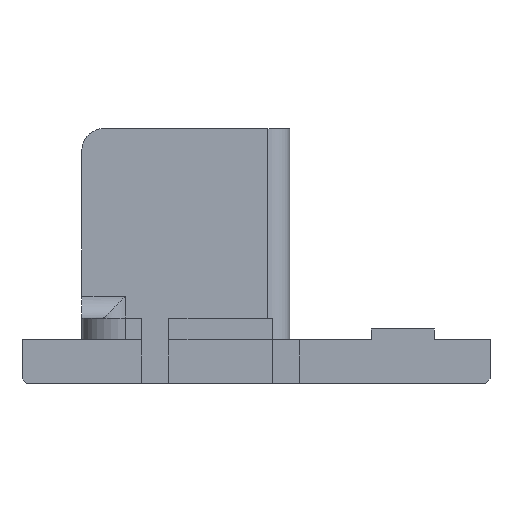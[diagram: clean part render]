
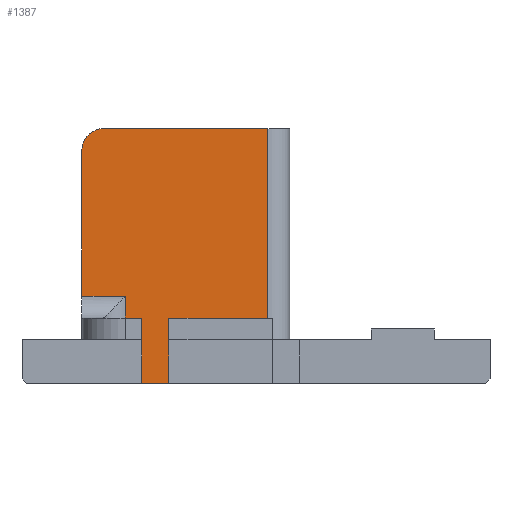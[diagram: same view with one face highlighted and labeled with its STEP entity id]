
A CAD part, front view. The second image highlights one B-rep face of the part: STEP entity #1387.
In plain terms, the highlighted planar face has unit normal (0, -1, 0).
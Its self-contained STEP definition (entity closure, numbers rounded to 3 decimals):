
#19 = CIRCLE ( 'NONE', #912, 2. ) ;
#36 = ORIENTED_EDGE ( 'NONE', *, *, #1597, .T. ) ;
#80 = DIRECTION ( 'NONE',  ( 0., 0., -1. ) ) ;
#122 = EDGE_CURVE ( 'NONE', #377, #506, #2617, .T. ) ;
#133 = ORIENTED_EDGE ( 'NONE', *, *, #2878, .T. ) ;
#166 = CARTESIAN_POINT ( 'NONE',  ( -24., -28., 6. ) ) ;
#202 = CARTESIAN_POINT ( 'NONE',  ( -21.5, -28., 0. ) ) ;
#334 = CARTESIAN_POINT ( 'NONE',  ( -24., -28., 6. ) ) ;
#377 = VERTEX_POINT ( 'NONE', #3084 ) ;
#393 = CARTESIAN_POINT ( 'NONE',  ( -27.5, -28., 21.4 ) ) ;
#405 = CARTESIAN_POINT ( 'NONE',  ( -25.5, -28., 6. ) ) ;
#474 = CARTESIAN_POINT ( 'NONE',  ( -29.5, -28., 8. ) ) ;
#484 = ORIENTED_EDGE ( 'NONE', *, *, #2599, .T. ) ;
#506 = VERTEX_POINT ( 'NONE', #405 ) ;
#617 = DIRECTION ( 'NONE',  ( -1., 0., 0. ) ) ;
#659 = DIRECTION ( 'NONE',  ( 0., 0., 1. ) ) ;
#788 = LINE ( 'NONE', #1017, #1109 ) ;
#818 = EDGE_CURVE ( 'NONE', #506, #2106, #2542, .T. ) ;
#862 = EDGE_CURVE ( 'NONE', #1298, #2167, #1819, .T. ) ;
#869 = VERTEX_POINT ( 'NONE', #1091 ) ;
#899 = DIRECTION ( 'NONE',  ( 0., 0., -1. ) ) ;
#904 = LINE ( 'NONE', #202, #2778 ) ;
#912 = AXIS2_PLACEMENT_3D ( 'NONE', #393, #1388, #1984 ) ;
#1000 = ORIENTED_EDGE ( 'NONE', *, *, #1765, .F. ) ;
#1017 = CARTESIAN_POINT ( 'NONE',  ( -24., -28., 0. ) ) ;
#1035 = CARTESIAN_POINT ( 'NONE',  ( -12.4, -28., 23.4 ) ) ;
#1077 = VECTOR ( 'NONE', #80, 1000. ) ;
#1083 = DIRECTION ( 'NONE',  ( 1., 0., 0. ) ) ;
#1091 = CARTESIAN_POINT ( 'NONE',  ( -27.5, -28., 23.4 ) ) ;
#1109 = VECTOR ( 'NONE', #3234, 1000. ) ;
#1196 = DIRECTION ( 'NONE',  ( -1., 0., 0. ) ) ;
#1295 = CARTESIAN_POINT ( 'NONE',  ( -10.4, -28., 4. ) ) ;
#1298 = VERTEX_POINT ( 'NONE', #3075 ) ;
#1323 = VECTOR ( 'NONE', #2093, 1000. ) ;
#1336 = CARTESIAN_POINT ( 'NONE',  ( -12.4, -28., 0. ) ) ;
#1360 = CARTESIAN_POINT ( 'NONE',  ( -21.5, -28., 0. ) ) ;
#1387 = ADVANCED_FACE ( 'NONE', ( #2164 ), #2889, .F. ) ;
#1388 = DIRECTION ( 'NONE',  ( 0., -1., 0. ) ) ;
#1392 = DIRECTION ( 'NONE',  ( 0., 0., 1. ) ) ;
#1434 = VECTOR ( 'NONE', #1083, 1000. ) ;
#1551 = LINE ( 'NONE', #1873, #1950 ) ;
#1572 = VERTEX_POINT ( 'NONE', #1607 ) ;
#1597 = EDGE_CURVE ( 'NONE', #1681, #869, #1551, .T. ) ;
#1607 = CARTESIAN_POINT ( 'NONE',  ( -29.5, -28., 21.4 ) ) ;
#1641 = VECTOR ( 'NONE', #899, 1000. ) ;
#1681 = VERTEX_POINT ( 'NONE', #1035 ) ;
#1712 = CARTESIAN_POINT ( 'NONE',  ( -24., -28., 0. ) ) ;
#1765 = EDGE_CURVE ( 'NONE', #2384, #2705, #2143, .T. ) ;
#1804 = LINE ( 'NONE', #1336, #1323 ) ;
#1819 = LINE ( 'NONE', #1295, #2613 ) ;
#1873 = CARTESIAN_POINT ( 'NONE',  ( -10.4, -28., 23.4 ) ) ;
#1877 = DIRECTION ( 'NONE',  ( 0., 1., 0. ) ) ;
#1898 = EDGE_CURVE ( 'NONE', #2705, #2106, #788, .T. ) ;
#1950 = VECTOR ( 'NONE', #617, 1000. ) ;
#1984 = DIRECTION ( 'NONE',  ( 0., 0., 1. ) ) ;
#2050 = VECTOR ( 'NONE', #1196, 1000. ) ;
#2082 = EDGE_CURVE ( 'NONE', #1298, #1681, #1804, .T. ) ;
#2093 = DIRECTION ( 'NONE',  ( 0., 0., 1. ) ) ;
#2106 = VERTEX_POINT ( 'NONE', #166 ) ;
#2121 = CARTESIAN_POINT ( 'NONE',  ( -25.5, -28., 0. ) ) ;
#2128 = CARTESIAN_POINT ( 'NONE',  ( -21.5, -28., 4. ) ) ;
#2143 = LINE ( 'NONE', #2444, #2050 ) ;
#2148 = LINE ( 'NONE', #3136, #1641 ) ;
#2164 = FACE_OUTER_BOUND ( 'NONE', #2485, .T. ) ;
#2167 = VERTEX_POINT ( 'NONE', #2128 ) ;
#2229 = EDGE_CURVE ( 'NONE', #2384, #2167, #904, .T. ) ;
#2288 = DIRECTION ( 'NONE',  ( -1., 0., 0. ) ) ;
#2327 = DIRECTION ( 'NONE',  ( 1., 0., 0. ) ) ;
#2384 = VERTEX_POINT ( 'NONE', #1360 ) ;
#2444 = CARTESIAN_POINT ( 'NONE',  ( -24., -28., 0. ) ) ;
#2459 = VECTOR ( 'NONE', #2327, 1000. ) ;
#2485 = EDGE_LOOP ( 'NONE', ( #133, #3015, #2957, #3074, #1000, #2736, #2771, #2559, #36, #2525, #484 ) ) ;
#2514 = CARTESIAN_POINT ( 'NONE',  ( -24., -28., 8. ) ) ;
#2525 = ORIENTED_EDGE ( 'NONE', *, *, #2995, .T. ) ;
#2542 = LINE ( 'NONE', #334, #2459 ) ;
#2559 = ORIENTED_EDGE ( 'NONE', *, *, #2082, .T. ) ;
#2599 = EDGE_CURVE ( 'NONE', #1572, #2747, #2148, .T. ) ;
#2613 = VECTOR ( 'NONE', #2288, 1000. ) ;
#2617 = LINE ( 'NONE', #2121, #1077 ) ;
#2631 = CARTESIAN_POINT ( 'NONE',  ( -24., -28., 0. ) ) ;
#2687 = AXIS2_PLACEMENT_3D ( 'NONE', #2631, #1877, #1392 ) ;
#2705 = VERTEX_POINT ( 'NONE', #1712 ) ;
#2736 = ORIENTED_EDGE ( 'NONE', *, *, #2229, .T. ) ;
#2747 = VERTEX_POINT ( 'NONE', #474 ) ;
#2771 = ORIENTED_EDGE ( 'NONE', *, *, #862, .F. ) ;
#2778 = VECTOR ( 'NONE', #659, 1000. ) ;
#2784 = LINE ( 'NONE', #2514, #1434 ) ;
#2878 = EDGE_CURVE ( 'NONE', #2747, #377, #2784, .T. ) ;
#2889 = PLANE ( 'NONE',  #2687 ) ;
#2957 = ORIENTED_EDGE ( 'NONE', *, *, #818, .T. ) ;
#2995 = EDGE_CURVE ( 'NONE', #869, #1572, #19, .T. ) ;
#3015 = ORIENTED_EDGE ( 'NONE', *, *, #122, .T. ) ;
#3074 = ORIENTED_EDGE ( 'NONE', *, *, #1898, .F. ) ;
#3075 = CARTESIAN_POINT ( 'NONE',  ( -12.4, -28., 4. ) ) ;
#3084 = CARTESIAN_POINT ( 'NONE',  ( -25.5, -28., 8. ) ) ;
#3136 = CARTESIAN_POINT ( 'NONE',  ( -29.5, -28., 23.4 ) ) ;
#3234 = DIRECTION ( 'NONE',  ( 0., 0., 1. ) ) ;
